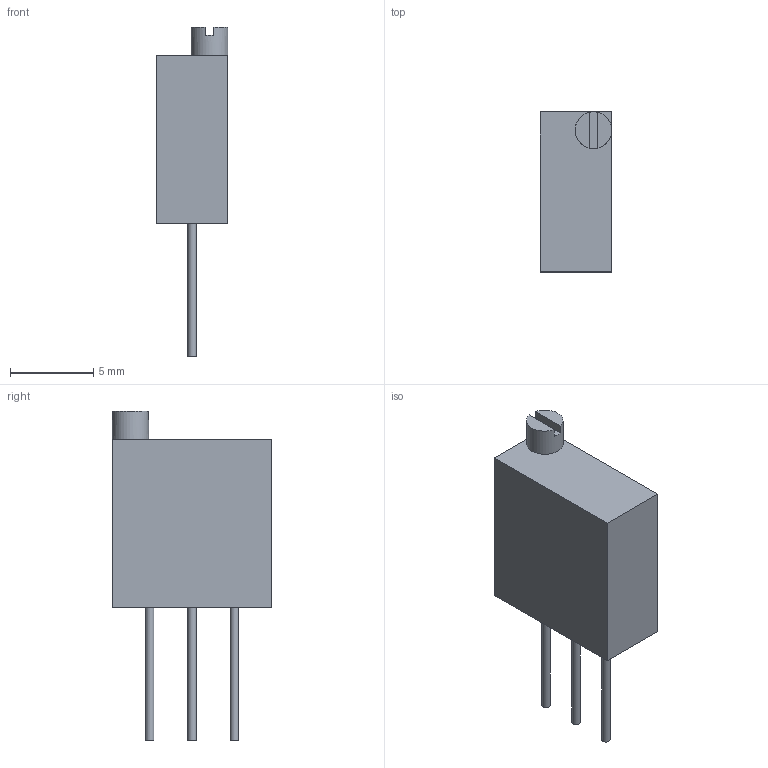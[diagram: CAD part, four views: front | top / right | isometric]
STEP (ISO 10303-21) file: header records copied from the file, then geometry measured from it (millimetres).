
FILE_DESCRIPTION(/* description */ (''),/* implementation_level */ '2;1');
FILE_NAME(/* name */ '3296 Trimmer.step',/* time_stamp */ '2022-03-21T21:41:42+00:00',/* author */ (''),/* organization */ (''),/* preprocessor_version */ 'ST-DEVELOPER v18.1',/* originating_system */ 'Autodesk Translation Framework v10.13.0.1454',/* authorisation */ '');
FILE_SCHEMA (('AUTOMOTIVE_DESIGN { 1 0 10303 214 3 1 1 }'));
Length unit declared in the file: millimetre
Products named in the file (1): 3296 Trimmer
Bounding box: 4.3 x 9.6 x 19.8 mm (x, y, z)
Volume: 427.6 mm3; surface area: 423.2 mm2
Topology: 5 solids, 5 shells, 22 faces, 36 edges, 24 vertices
Faces by surface type: plane 18, cylinder 4
Full cylindrical faces by diameter (mm): 0.5 x3, 2.2 x1
Entity records: 556 total; most frequent: DIRECTION 94, CARTESIAN_POINT 83, ORIENTED_EDGE 72, EDGE_CURVE 36, AXIS2_PLACEMENT_3D 35, LINE 24, VECTOR 24, VERTEX_POINT 24
